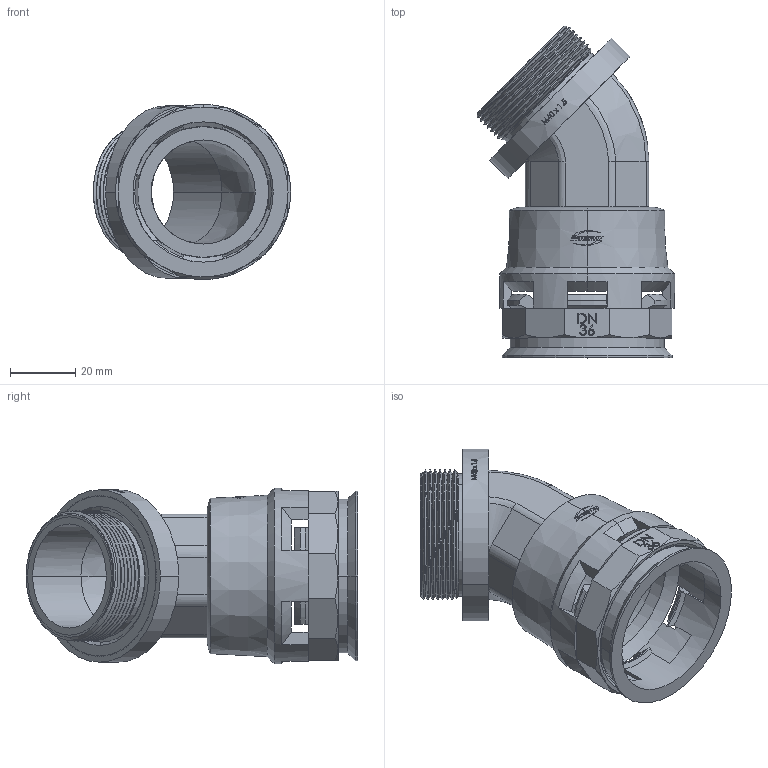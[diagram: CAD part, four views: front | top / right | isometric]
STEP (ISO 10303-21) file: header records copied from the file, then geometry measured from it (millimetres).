
FILE_DESCRIPTION (( 'STEP AP203' ), '1' );
FILE_NAME ('(LTCM-36M40-)_I3040_0006_05_0.STEP', '2012-06-19T10:48:50', ( 'Llorenç' ), ( '' ), 'SwSTEP 2.0', 'SolidWorks 2007', '' );
FILE_SCHEMA (( 'CONFIG_CONTROL_DESIGN' ));
Products named in the file (1): (LTCM-36M40-)_I3040_0006_05_0
Bounding box: 60.64 x 101.98 x 53.8 mm (x, y, z)
Volume: 51560.9 mm3; surface area: 43677.4 mm2
Topology: 3 solids, 3 shells, 3548 faces, 10486 edges, 6963 vertices
Faces by surface type: plane 2439, cylinder 847, bspline 179, cone 79, torus 4
Entity records: 129541 total; most frequent: CARTESIAN_POINT 39329, ORIENTED_EDGE 20968, DIRECTION 16077, EDGE_CURVE 10484, VERTEX_POINT 6963, VECTOR 5763, LINE 5763, AXIS2_PLACEMENT_3D 5157
